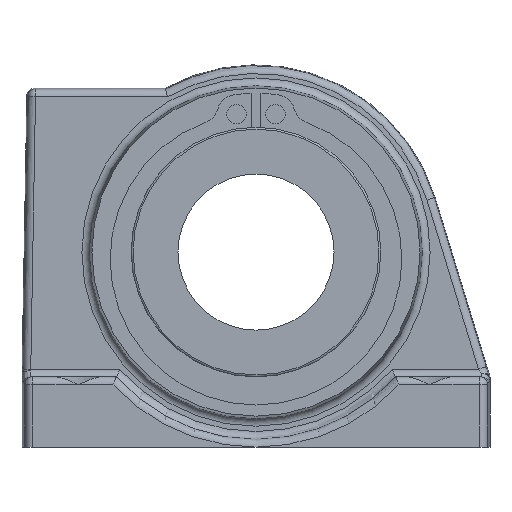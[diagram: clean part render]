
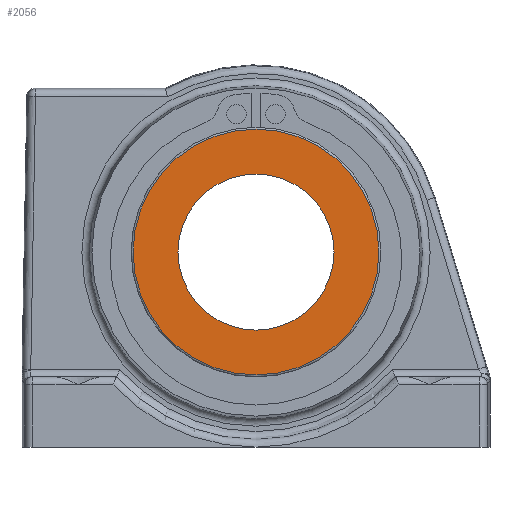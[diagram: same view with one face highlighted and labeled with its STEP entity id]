
A CAD part, front view. The second image highlights one B-rep face of the part: STEP entity #2056.
In plain terms, the highlighted face is planar.
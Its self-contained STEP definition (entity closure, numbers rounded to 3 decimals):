
#76=FACE_BOUND('',#399,.T.);
#117=PLANE('',#2386);
#253=FACE_OUTER_BOUND('',#398,.T.);
#398=EDGE_LOOP('',(#1788));
#399=EDGE_LOOP('',(#1789));
#565=CIRCLE('',#2383,15.75);
#567=CIRCLE('',#2387,10.);
#971=VERTEX_POINT('',#4154);
#973=VERTEX_POINT('',#4162);
#1248=EDGE_CURVE('',#971,#971,#565,.T.);
#1251=EDGE_CURVE('',#973,#973,#567,.T.);
#1788=ORIENTED_EDGE('',*,*,#1248,.F.);
#1789=ORIENTED_EDGE('',*,*,#1251,.T.);
#2056=ADVANCED_FACE('',(#253,#76),#117,.T.);
#2383=AXIS2_PLACEMENT_3D('',#4156,#2970,#2971);
#2386=AXIS2_PLACEMENT_3D('',#4161,#2977,#2978);
#2387=AXIS2_PLACEMENT_3D('',#4163,#2979,#2980);
#2970=DIRECTION('center_axis',(1.,0.,0.));
#2971=DIRECTION('ref_axis',(0.,-1.,0.));
#2977=DIRECTION('center_axis',(-1.,0.,0.));
#2978=DIRECTION('ref_axis',(0.,0.,1.));
#2979=DIRECTION('center_axis',(1.,0.,0.));
#2980=DIRECTION('ref_axis',(0.,1.,0.));
#4154=CARTESIAN_POINT('',(-22.5,0.,15.75));
#4156=CARTESIAN_POINT('Origin',(-22.5,0.,0.));
#4161=CARTESIAN_POINT('Origin',(-22.5,13.,0.));
#4162=CARTESIAN_POINT('',(-22.5,-10.,0.));
#4163=CARTESIAN_POINT('Origin',(-22.5,0.,0.));
